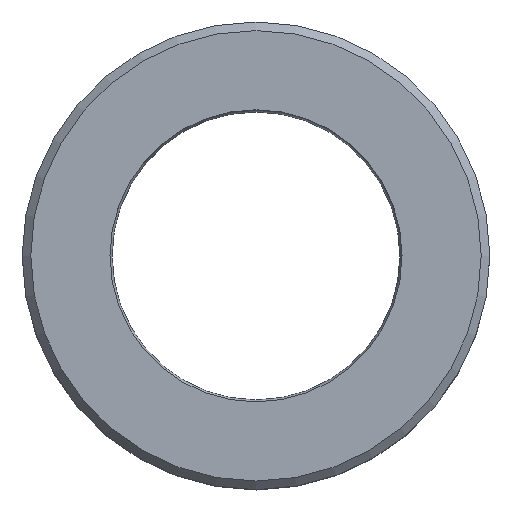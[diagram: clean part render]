
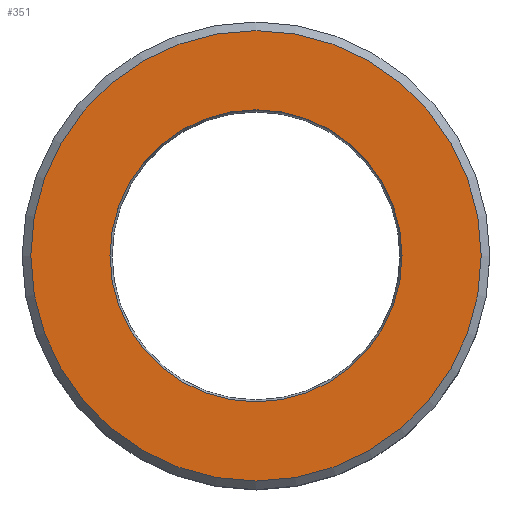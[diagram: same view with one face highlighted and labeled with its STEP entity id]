
A CAD part, top view. The second image highlights one B-rep face of the part: STEP entity #351.
In plain terms, the highlighted planar face has unit normal (0, 0, 1).
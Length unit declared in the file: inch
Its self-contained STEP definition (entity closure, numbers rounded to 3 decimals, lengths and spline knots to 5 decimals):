
#25=PLANE('',#421);
#57=FACE_BOUND('',#131,.T.);
#85=FACE_OUTER_BOUND('',#130,.T.);
#130=EDGE_LOOP('',(#275));
#131=EDGE_LOOP('',(#276));
#169=CIRCLE('',#418,0.7825);
#171=CIRCLE('',#422,0.5075);
#198=VERTEX_POINT('',#609);
#200=VERTEX_POINT('',#615);
#227=EDGE_CURVE('',#198,#198,#169,.T.);
#229=EDGE_CURVE('',#200,#200,#171,.T.);
#275=ORIENTED_EDGE('',*,*,#227,.F.);
#276=ORIENTED_EDGE('',*,*,#229,.T.);
#351=ADVANCED_FACE('',(#85,#57),#25,.T.);
#418=AXIS2_PLACEMENT_3D('',#610,#510,#511);
#421=AXIS2_PLACEMENT_3D('',#614,#516,#517);
#422=AXIS2_PLACEMENT_3D('',#616,#518,#519);
#510=DIRECTION('center_axis',(0.,0.,-1.));
#511=DIRECTION('ref_axis',(-1.,0.,0.));
#516=DIRECTION('center_axis',(0.,0.,1.));
#517=DIRECTION('ref_axis',(-1.,0.,0.));
#518=DIRECTION('center_axis',(0.,0.,-1.));
#519=DIRECTION('ref_axis',(1.,0.,0.));
#609=CARTESIAN_POINT('',(0.7825,0.,0.255));
#610=CARTESIAN_POINT('Origin',(0.,0.,0.255));
#614=CARTESIAN_POINT('Origin',(0.,0.,0.255));
#615=CARTESIAN_POINT('',(-0.5075,0.,0.255));
#616=CARTESIAN_POINT('Origin',(0.,0.,0.255));
